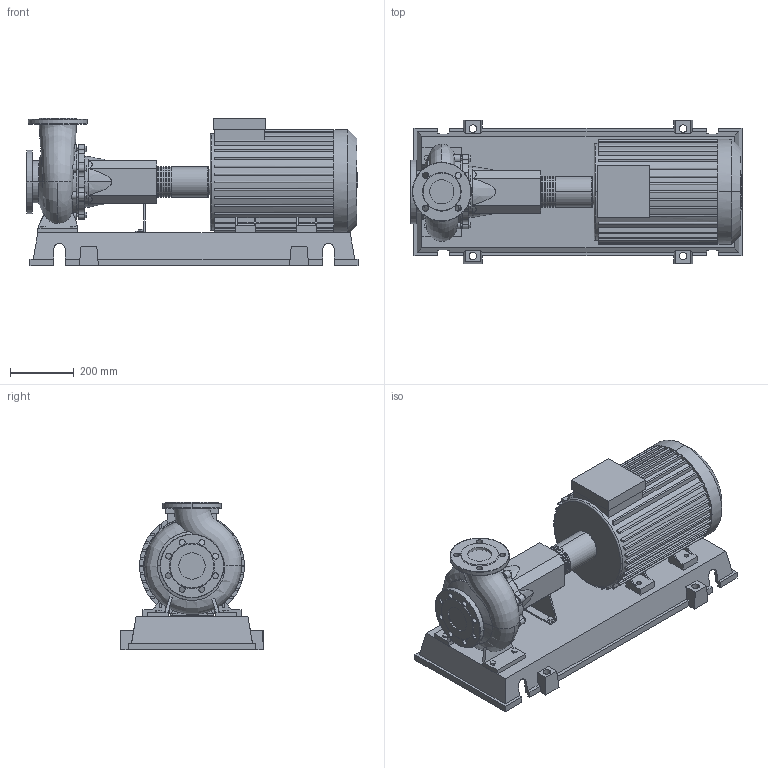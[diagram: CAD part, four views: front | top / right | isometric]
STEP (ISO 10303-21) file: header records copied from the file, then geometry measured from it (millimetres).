
FILE_DESCRIPTION((''),'2;1');
FILE_NAME('3d_NL65_160-18.5-2-05-4109166.stp','2015-03-03T07:47:50',(''),(''),'Mechanical Desktop 2009','Mechanical Desktop 2009',', , ');
FILE_SCHEMA(('CONFIG_CONTROL_DESIGN'));
Length unit declared in the file: millimetre
Products named in the file (1): Product
Bounding box: 1042.5 x 450 x 463 mm (x, y, z)
Volume: 58561186.4 mm3; surface area: 3107366.7 mm2
Topology: 11 solids, 11 shells, 822 faces, 2193 edges, 1443 vertices
Faces by surface type: plane 427, cylinder 203, bspline 172, cone 10, torus 10
Entity records: 30613 total; most frequent: CARTESIAN_POINT 10045, ORIENTED_EDGE 4388, DIRECTION 4083, EDGE_CURVE 2194, VERTEX_POINT 1440, VECTOR 1379, LINE 1379, AXIS2_PLACEMENT_3D 1352
